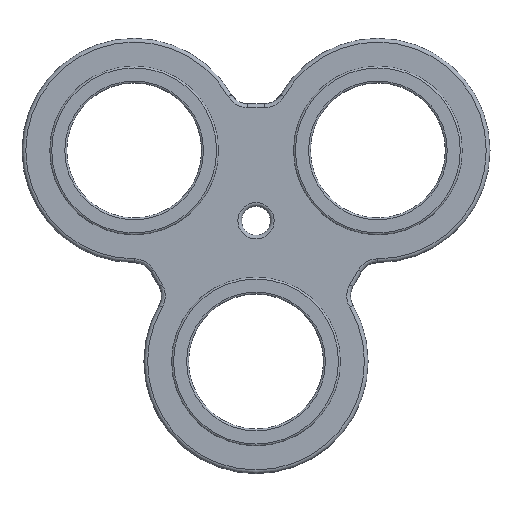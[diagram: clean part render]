
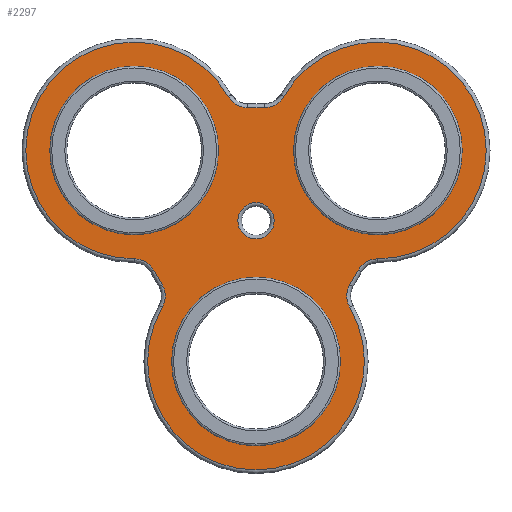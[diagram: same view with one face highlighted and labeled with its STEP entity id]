
A CAD part, front view. The second image highlights one B-rep face of the part: STEP entity #2297.
In plain terms, the highlighted planar face has unit normal (0, -1, 0).
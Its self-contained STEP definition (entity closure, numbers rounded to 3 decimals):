
#1551 = EDGE_CURVE('',#1552,#1554,#1556,.T.);
#1552 = VERTEX_POINT('',#1553);
#1553 = CARTESIAN_POINT('',(11.501,0.,-7.161));
#1554 = VERTEX_POINT('',#1555);
#1555 = CARTESIAN_POINT('',(11.502,0.,-8.358));
#1556 = B_SPLINE_CURVE_WITH_KNOTS('',3,(#1557,#1558,#1559,#1560,#1561),
  .UNSPECIFIED.,.F.,.F.,(4,1,4),(0.,0.063,0.125),
  .UNSPECIFIED.);
#1557 = CARTESIAN_POINT('',(11.501,0.,-7.161));
#1558 = CARTESIAN_POINT('',(11.396,0.,-7.342));
#1559 = CARTESIAN_POINT('',(11.284,0.,-7.76));
#1560 = CARTESIAN_POINT('',(11.397,0.,-8.177));
#1561 = CARTESIAN_POINT('',(11.502,0.,-8.358));
#1619 = VERTEX_POINT('',#1620);
#1620 = CARTESIAN_POINT('',(1.498,0.,-8.358));
#1637 = EDGE_CURVE('',#1554,#1619,#1638,.T.);
#1638 = CIRCLE('',#1639,5.782);
#1639 = AXIS2_PLACEMENT_3D('',#1640,#1641,#1642);
#1640 = CARTESIAN_POINT('',(6.5,0.,-11.258));
#1641 = DIRECTION('',(0.,1.,0.));
#1642 = DIRECTION('',(0.,0.,-1.));
#1652 = EDGE_CURVE('',#1619,#1653,#1655,.T.);
#1653 = VERTEX_POINT('',#1654);
#1654 = CARTESIAN_POINT('',(1.499,0.,-7.161));
#1655 = B_SPLINE_CURVE_WITH_KNOTS('',3,(#1656,#1657,#1658,#1659,#1660),
  .UNSPECIFIED.,.F.,.F.,(4,1,4),(0.,0.063,
    0.125),.UNSPECIFIED.);
#1656 = CARTESIAN_POINT('',(1.498,0.,-8.358));
#1657 = CARTESIAN_POINT('',(1.603,0.,-8.177));
#1658 = CARTESIAN_POINT('',(1.716,0.,-7.76));
#1659 = CARTESIAN_POINT('',(1.604,0.,-7.342));
#1660 = CARTESIAN_POINT('',(1.499,0.,-7.161));
#1710 = VERTEX_POINT('',#1711);
#1711 = CARTESIAN_POINT('',(1.048,0.,-6.379));
#1727 = EDGE_CURVE('',#1653,#1710,#1728,.T.);
#1728 = LINE('',#1729,#1730);
#1729 = CARTESIAN_POINT('',(1.419,0.,-7.021));
#1730 = VECTOR('',#1731,1.);
#1731 = DIRECTION('',(-0.5,0.,0.866));
#1741 = EDGE_CURVE('',#1710,#1742,#1744,.T.);
#1742 = VERTEX_POINT('',#1743);
#1743 = CARTESIAN_POINT('',(0.011,0.,-5.782));
#1744 = B_SPLINE_CURVE_WITH_KNOTS('',3,(#1745,#1746,#1747,#1748,#1749),
  .UNSPECIFIED.,.F.,.F.,(4,1,4),(0.,0.063,0.125),
  .UNSPECIFIED.);
#1745 = CARTESIAN_POINT('',(1.048,0.,-6.379));
#1746 = CARTESIAN_POINT('',(0.944,0.,-6.198));
#1747 = CARTESIAN_POINT('',(0.638,0.,-5.893));
#1748 = CARTESIAN_POINT('',(0.22,0.,-5.781));
#1749 = CARTESIAN_POINT('',(0.011,0.,-5.782));
#1799 = VERTEX_POINT('',#1800);
#1800 = CARTESIAN_POINT('',(5.013,0.,2.881));
#1817 = EDGE_CURVE('',#1742,#1799,#1818,.T.);
#1818 = CIRCLE('',#1819,5.782);
#1819 = AXIS2_PLACEMENT_3D('',#1820,#1821,#1822);
#1820 = CARTESIAN_POINT('',(0.,0.,0.));
#1821 = DIRECTION('',(0.,1.,0.));
#1822 = DIRECTION('',(-0.866,0.,0.5));
#1832 = EDGE_CURVE('',#1799,#1833,#1835,.T.);
#1833 = VERTEX_POINT('',#1834);
#1834 = CARTESIAN_POINT('',(6.049,0.,2.282));
#1835 = B_SPLINE_CURVE_WITH_KNOTS('',3,(#1836,#1837,#1838,#1839,#1840),
  .UNSPECIFIED.,.F.,.F.,(4,1,4),(0.,0.063,
    0.125),.UNSPECIFIED.);
#1836 = CARTESIAN_POINT('',(5.013,0.,2.881));
#1837 = CARTESIAN_POINT('',(5.117,0.,2.7));
#1838 = CARTESIAN_POINT('',(5.422,0.,2.394));
#1839 = CARTESIAN_POINT('',(5.84,0.,2.282));
#1840 = CARTESIAN_POINT('',(6.049,0.,2.282));
#1890 = VERTEX_POINT('',#1891);
#1891 = CARTESIAN_POINT('',(6.951,0.,2.282));
#1907 = EDGE_CURVE('',#1833,#1890,#1908,.T.);
#1908 = LINE('',#1909,#1910);
#1909 = CARTESIAN_POINT('',(7.023,0.,2.282));
#1910 = VECTOR('',#1911,1.);
#1911 = DIRECTION('',(1.,0.,0.));
#1921 = EDGE_CURVE('',#1890,#1922,#1924,.T.);
#1922 = VERTEX_POINT('',#1923);
#1923 = CARTESIAN_POINT('',(7.987,0.,2.881));
#1924 = B_SPLINE_CURVE_WITH_KNOTS('',3,(#1925,#1926,#1927,#1928,#1929),
  .UNSPECIFIED.,.F.,.F.,(4,1,4),(0.,0.063,0.125),
  .UNSPECIFIED.);
#1925 = CARTESIAN_POINT('',(6.951,0.,2.282));
#1926 = CARTESIAN_POINT('',(7.16,0.,2.282));
#1927 = CARTESIAN_POINT('',(7.578,0.,2.394));
#1928 = CARTESIAN_POINT('',(7.883,0.,2.7));
#1929 = CARTESIAN_POINT('',(7.987,0.,2.881));
#1979 = VERTEX_POINT('',#1980);
#1980 = CARTESIAN_POINT('',(12.989,0.,-5.782));
#1997 = EDGE_CURVE('',#1922,#1979,#1998,.T.);
#1998 = CIRCLE('',#1999,5.782);
#1999 = AXIS2_PLACEMENT_3D('',#2000,#2001,#2002);
#2000 = CARTESIAN_POINT('',(13.,0.,0.));
#2001 = DIRECTION('',(0.,1.,0.));
#2002 = DIRECTION('',(0.866,-0.,0.5));
#2012 = EDGE_CURVE('',#1979,#2013,#2015,.T.);
#2013 = VERTEX_POINT('',#2014);
#2014 = CARTESIAN_POINT('',(11.952,0.,-6.379));
#2015 = B_SPLINE_CURVE_WITH_KNOTS('',3,(#2016,#2017,#2018,#2019,#2020),
  .UNSPECIFIED.,.F.,.F.,(4,1,4),(0.,0.063,
    0.125),.UNSPECIFIED.);
#2016 = CARTESIAN_POINT('',(12.989,0.,-5.782));
#2017 = CARTESIAN_POINT('',(12.78,0.,-5.781));
#2018 = CARTESIAN_POINT('',(12.362,0.,-5.893));
#2019 = CARTESIAN_POINT('',(12.056,0.,-6.198));
#2020 = CARTESIAN_POINT('',(11.952,0.,-6.379));
#2070 = EDGE_CURVE('',#2013,#1552,#2071,.T.);
#2071 = LINE('',#2072,#2073);
#2072 = CARTESIAN_POINT('',(11.058,0.,-7.926));
#2073 = VECTOR('',#2074,1.);
#2074 = DIRECTION('',(-0.5,0.,-0.866));
#2297 = ADVANCED_FACE('',(#2298,#2312,#2323,#2334,#2345),#2356,.F.);
#2298 = FACE_BOUND('',#2299,.T.);
#2299 = EDGE_LOOP('',(#2300,#2301,#2302,#2303,#2304,#2305,#2306,#2307,
    #2308,#2309,#2310,#2311));
#2300 = ORIENTED_EDGE('',*,*,#1551,.F.);
#2301 = ORIENTED_EDGE('',*,*,#2070,.F.);
#2302 = ORIENTED_EDGE('',*,*,#2012,.F.);
#2303 = ORIENTED_EDGE('',*,*,#1997,.F.);
#2304 = ORIENTED_EDGE('',*,*,#1921,.F.);
#2305 = ORIENTED_EDGE('',*,*,#1907,.F.);
#2306 = ORIENTED_EDGE('',*,*,#1832,.F.);
#2307 = ORIENTED_EDGE('',*,*,#1817,.F.);
#2308 = ORIENTED_EDGE('',*,*,#1741,.F.);
#2309 = ORIENTED_EDGE('',*,*,#1727,.F.);
#2310 = ORIENTED_EDGE('',*,*,#1652,.F.);
#2311 = ORIENTED_EDGE('',*,*,#1637,.F.);
#2312 = FACE_BOUND('',#2313,.T.);
#2313 = EDGE_LOOP('',(#2314));
#2314 = ORIENTED_EDGE('',*,*,#2315,.F.);
#2315 = EDGE_CURVE('',#2316,#2316,#2318,.T.);
#2316 = VERTEX_POINT('',#2317);
#2317 = CARTESIAN_POINT('',(6.5,0.,-4.721));
#2318 = CIRCLE('',#2319,0.968);
#2319 = AXIS2_PLACEMENT_3D('',#2320,#2321,#2322);
#2320 = CARTESIAN_POINT('',(6.5,0.,-3.753));
#2321 = DIRECTION('',(0.,-1.,0.));
#2322 = DIRECTION('',(1.,0.,0.));
#2323 = FACE_BOUND('',#2324,.T.);
#2324 = EDGE_LOOP('',(#2325));
#2325 = ORIENTED_EDGE('',*,*,#2326,.F.);
#2326 = EDGE_CURVE('',#2327,#2327,#2329,.T.);
#2327 = VERTEX_POINT('',#2328);
#2328 = CARTESIAN_POINT('',(13.,0.,4.2));
#2329 = CIRCLE('',#2330,4.2);
#2330 = AXIS2_PLACEMENT_3D('',#2331,#2332,#2333);
#2331 = CARTESIAN_POINT('',(13.,0.,0.));
#2332 = DIRECTION('',(0.,-1.,0.));
#2333 = DIRECTION('',(1.,0.,0.));
#2334 = FACE_BOUND('',#2335,.T.);
#2335 = EDGE_LOOP('',(#2336));
#2336 = ORIENTED_EDGE('',*,*,#2337,.F.);
#2337 = EDGE_CURVE('',#2338,#2338,#2340,.T.);
#2338 = VERTEX_POINT('',#2339);
#2339 = CARTESIAN_POINT('',(0.,0.,4.2));
#2340 = CIRCLE('',#2341,4.2);
#2341 = AXIS2_PLACEMENT_3D('',#2342,#2343,#2344);
#2342 = CARTESIAN_POINT('',(0.,0.,0.));
#2343 = DIRECTION('',(0.,-1.,0.));
#2344 = DIRECTION('',(1.,0.,0.));
#2345 = FACE_BOUND('',#2346,.T.);
#2346 = EDGE_LOOP('',(#2347));
#2347 = ORIENTED_EDGE('',*,*,#2348,.F.);
#2348 = EDGE_CURVE('',#2349,#2349,#2351,.T.);
#2349 = VERTEX_POINT('',#2350);
#2350 = CARTESIAN_POINT('',(6.5,0.,-7.058));
#2351 = CIRCLE('',#2352,4.2);
#2352 = AXIS2_PLACEMENT_3D('',#2353,#2354,#2355);
#2353 = CARTESIAN_POINT('',(6.5,0.,-11.258));
#2354 = DIRECTION('',(0.,-1.,0.));
#2355 = DIRECTION('',(1.,0.,0.));
#2356 = PLANE('',#2357);
#2357 = AXIS2_PLACEMENT_3D('',#2358,#2359,#2360);
#2358 = CARTESIAN_POINT('',(6.5,0.,-5.629));
#2359 = DIRECTION('',(0.,1.,0.));
#2360 = DIRECTION('',(1.,0.,0.));
